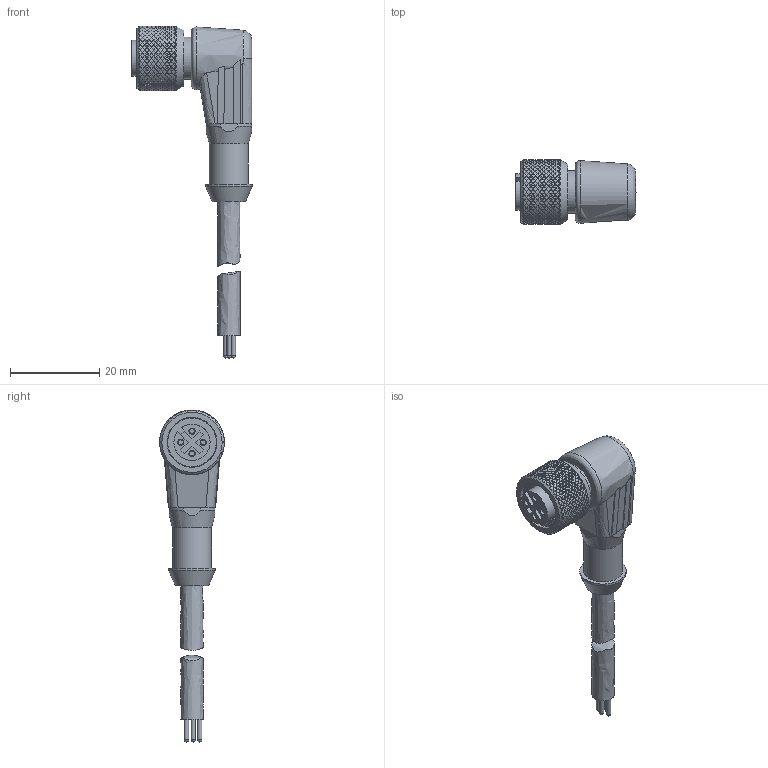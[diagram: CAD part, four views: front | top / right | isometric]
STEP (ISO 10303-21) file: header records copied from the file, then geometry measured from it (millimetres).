
FILE_DESCRIPTION( ('This file contains a STEP AP42 implementation' ,'as created by ZW3D STEP Interface translator.') ,'2;1' );
FILE_NAME( 'R-FA4TZ-X07X1.stp' ,'201113.194051', (''), ('ZWCAD Software Co.'), 'Version 1.0', 'ZW3D to STEP translator', '' );
FILE_SCHEMA(('AUTOMOTIVE_DESIGN'));
Length unit declared in the file: millimetre
Products named in the file (2): 0; R-FA4TZ-X07X1
Bounding box: 26.93 x 14.5 x 74.44 mm (x, y, z)
Volume: 5923.6 mm3; surface area: 4342.6 mm2
Topology: 3 solids, 4 shells, 3391 faces, 7010 edges, 3647 vertices
Faces by surface type: bspline 3391
Entity records: 171310 total; most frequent: CARTESIAN_POINT 123568, ORIENTED_EDGE 14011, EDGE_CURVE 7006, B_SPLINE_CURVE_WITH_KNOTS 6746, VERTEX_POINT 3647, EDGE_LOOP 3418, FACE_OUTER_BOUND 3391, ADVANCED_FACE 3391
